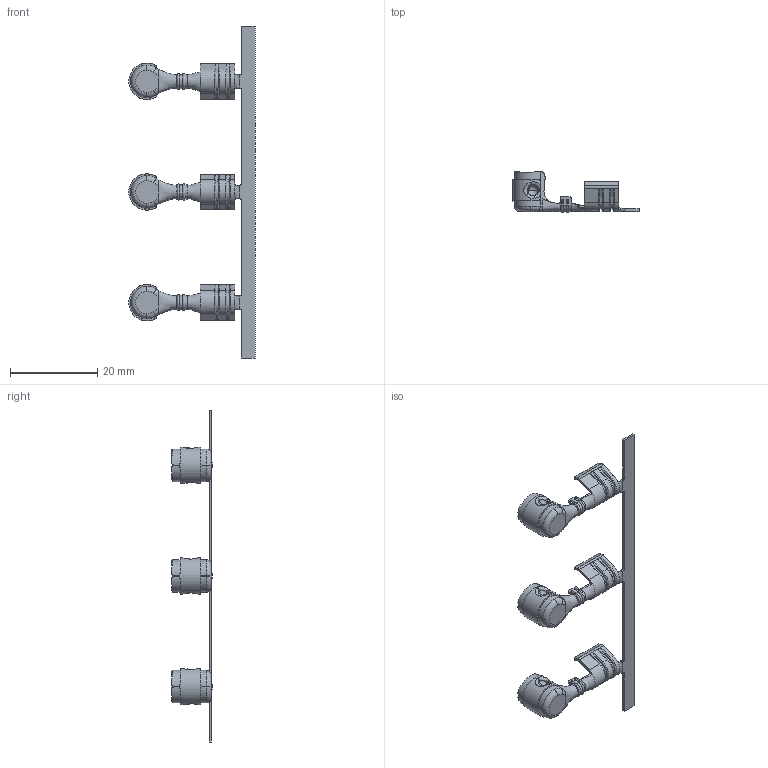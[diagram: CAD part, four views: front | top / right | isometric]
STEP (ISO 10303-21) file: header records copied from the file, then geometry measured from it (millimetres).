
FILE_DESCRIPTION (( 'STEP AP203' ), '1' );
FILE_NAME ('SP34.STEP', '2020-11-20T12:47:21', ( 'tempuser' ), ( 'Microsoft' ), 'SwSTEP 2.0', 'SolidWorks 2019', '' );
FILE_SCHEMA (( 'CONFIG_CONTROL_DESIGN' ));
Length unit declared in the file: inch
Products named in the file (3): SP34_with carrier; SCA4 expanded for mating_SCA4-B; SP34
Assembly tree (4 placements, depth 2):
  SP34
    SP34_with carrier
    SCA4 expanded for mating_SCA4-B  x3
Bounding box: 29 x 9.4 x 76.2 mm (x, y, z)
Volume: 782.9 mm3; surface area: 3601.7 mm2
Topology: 4 solids, 4 shells, 759 faces, 2292 edges, 1487 vertices
Faces by surface type: cylinder 222, plane 204, bspline 201, sphere 72, torus 54, cone 6
Entity records: 31938 total; most frequent: CARTESIAN_POINT 14801, ORIENTED_EDGE 4016, DIRECTION 2963, EDGE_CURVE 2008, VERTEX_POINT 1327, AXIS2_PLACEMENT_3D 1130, VECTOR 703, LINE 703
